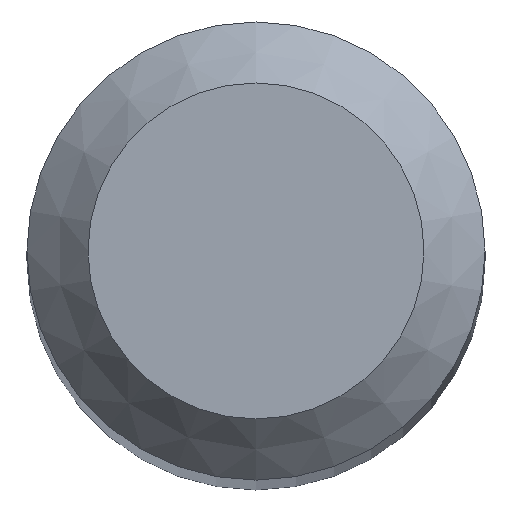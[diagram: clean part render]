
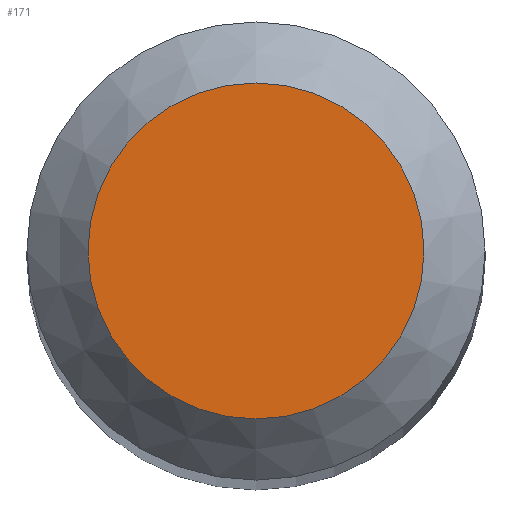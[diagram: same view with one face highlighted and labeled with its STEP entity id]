
A CAD part, top view. The second image highlights one B-rep face of the part: STEP entity #171.
In plain terms, the highlighted planar face has unit normal (0, 0, 1).
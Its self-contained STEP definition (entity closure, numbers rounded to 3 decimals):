
#23 = EDGE_CURVE ( 'NONE', #185, #185, #58, .T. ) ;
#30 = AXIS2_PLACEMENT_3D ( 'NONE', #99, #136, #201 ) ;
#45 = DIRECTION ( 'NONE',  ( 0., 1., 0. ) ) ;
#49 = FACE_OUTER_BOUND ( 'NONE', #90, .T. ) ;
#58 = CIRCLE ( 'NONE', #190, 0.55 ) ;
#90 = EDGE_LOOP ( 'NONE', ( #149 ) ) ;
#99 = CARTESIAN_POINT ( 'NONE',  ( 0., 0., 30. ) ) ;
#136 = DIRECTION ( 'NONE',  ( 0., 0., -1. ) ) ;
#149 = ORIENTED_EDGE ( 'NONE', *, *, #23, .F. ) ;
#158 = DIRECTION ( 'NONE',  ( 0., 0., -1. ) ) ;
#165 = CARTESIAN_POINT ( 'NONE',  ( 0., 0.55, 30. ) ) ;
#171 = ADVANCED_FACE ( 'NONE', ( #49 ), #198, .F. ) ;
#185 = VERTEX_POINT ( 'NONE', #165 ) ;
#190 = AXIS2_PLACEMENT_3D ( 'NONE', #193, #158, #45 ) ;
#193 = CARTESIAN_POINT ( 'NONE',  ( 0., 0., 30. ) ) ;
#198 = PLANE ( 'NONE',  #30 ) ;
#201 = DIRECTION ( 'NONE',  ( 0., 1., 0. ) ) ;
